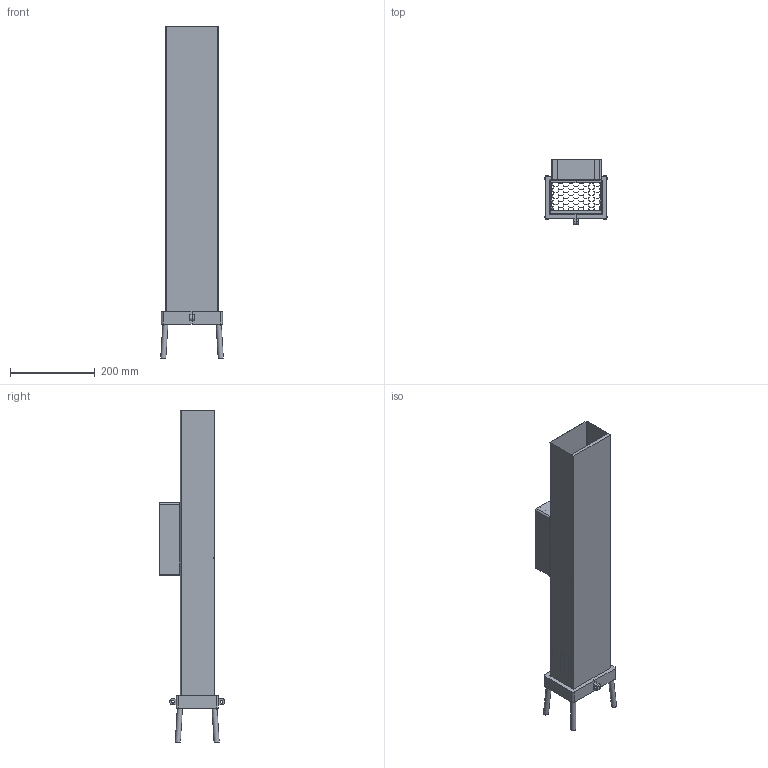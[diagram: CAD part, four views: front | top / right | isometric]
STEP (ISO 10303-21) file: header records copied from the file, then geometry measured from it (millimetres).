
FILE_DESCRIPTION(/* description */ (''),/* implementation_level */ '2;1');
FILE_NAME(/* name */ 'enclosure.step',/* time_stamp */ '2022-09-30T14:32:36+02:00',/* author */ (''),/* organization */ (''),/* preprocessor_version */ 'ST-DEVELOPER v19',/* originating_system */ 'Autodesk Translation Framework v11.7.0.108',/* authorisation */ '');
FILE_SCHEMA (('AUTOMOTIVE_DESIGN { 1 0 10303 214 3 1 1 }'));
Length unit declared in the file: millimetre
Products named in the file (10): Student-helper_model; Baseplate; Housing; Spacer; Heatsink; Tower; Glass wall; Honeycomb; Right leg; Left leg(Mirror of right leg)
Assembly tree (9 placements, depth 2):
  Student-helper_model
    Baseplate
    Housing
    Spacer
    Heatsink
    Tower
    Glass wall
    Honeycomb
    Right leg
    Left leg(Mirror of right leg)
Bounding box: 147.49 x 154.55 x 783 mm (x, y, z)
Volume: 1445522.8 mm3; surface area: 884470.1 mm2
Topology: 9 solids, 9 shells, 664 faces, 1850 edges, 1220 vertices
Faces by surface type: plane 542, cylinder 108, bspline 8, cone 6
Full cylindrical faces by diameter (mm): 1 x4, 1.5 x1, 2.4 x17, 2.9 x4, 3.4 x4, 4.5 x2, 5.5 x2, 6.5 x4, 6.6 x4, 12 x4
Entity records: 22140 total; most frequent: CARTESIAN_POINT 4324, ORIENTED_EDGE 3696, DIRECTION 3444, EDGE_CURVE 1848, LINE 1584, VECTOR 1584, VERTEX_POINT 1220, AXIS2_PLACEMENT_3D 930
